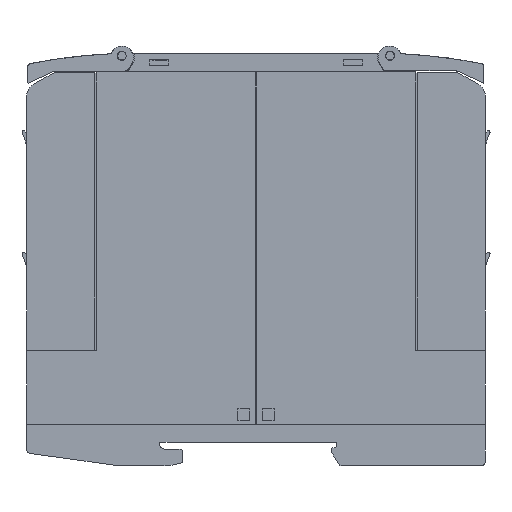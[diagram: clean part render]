
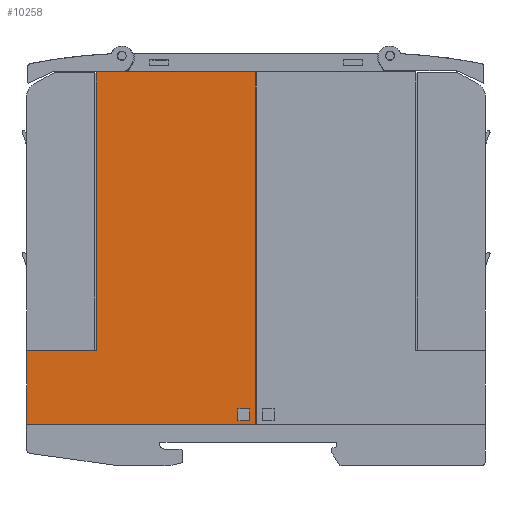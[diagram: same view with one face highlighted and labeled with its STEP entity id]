
A CAD part, left-side view. The second image highlights one B-rep face of the part: STEP entity #10258.
In plain terms, the highlighted planar face has unit normal (-1, 0, 0).
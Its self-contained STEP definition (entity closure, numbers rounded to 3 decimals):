
#10258=ADVANCED_FACE('',(#26938,#26939),#26940,.T.);
#13842=VERTEX_POINT('',#30566);
#13848=VERTEX_POINT('',#30572);
#13850=EDGE_CURVE('',#13848,#13842,#30574,.T.);
#22344=VERTEX_POINT('',#39068);
#22348=VERTEX_POINT('',#39072);
#22350=EDGE_CURVE('',#22348,#22344,#39074,.T.);
#22554=VERTEX_POINT('',#39278);
#22558=VERTEX_POINT('',#39282);
#22560=EDGE_CURVE('',#22558,#22554,#39284,.T.);
#22572=VERTEX_POINT('',#39296);
#22576=EDGE_CURVE('',#22554,#22572,#39300,.T.);
#22592=VERTEX_POINT('',#39316);
#22594=EDGE_CURVE('',#22592,#22348,#39318,.T.);
#22606=VERTEX_POINT('',#39330);
#22608=EDGE_CURVE('',#22606,#22558,#39332,.T.);
#22614=EDGE_CURVE('',#22572,#22606,#39338,.T.);
#22620=VERTEX_POINT('',#39344);
#22622=EDGE_CURVE('',#22620,#13848,#39346,.T.);
#22628=EDGE_CURVE('',#22592,#13842,#39352,.T.);
#22632=EDGE_CURVE('',#22344,#22620,#39356,.T.);
#26938=FACE_OUTER_BOUND('',#43652,.T.);
#26939=FACE_BOUND('',#43653,.T.);
#26940=PLANE('',#43654);
#30566=CARTESIAN_POINT('',(0.05,100.93,25.101));
#30572=CARTESIAN_POINT('',(0.05,85.83,25.101));
#30574=LINE('',#49381,#49382);
#39068=CARTESIAN_POINT('',(0.05,51.03,85.801));
#39072=CARTESIAN_POINT('',(0.05,51.03,9.001));
#39074=LINE('',#62858,#62859);
#39278=CARTESIAN_POINT('',(0.05,54.93,9.801));
#39282=CARTESIAN_POINT('',(0.05,52.33,9.801));
#39284=LINE('',#63192,#63193);
#39296=CARTESIAN_POINT('',(0.05,54.93,12.401));
#39300=LINE('',#63220,#63221);
#39316=CARTESIAN_POINT('',(0.05,100.93,9.001));
#39318=LINE('',#63248,#63249);
#39330=CARTESIAN_POINT('',(0.05,52.33,12.401));
#39332=LINE('',#63270,#63271);
#39338=LINE('',#63282,#63283);
#39344=CARTESIAN_POINT('',(0.05,85.83,85.801));
#39346=LINE('',#63294,#63295);
#39352=LINE('',#63306,#63307);
#39356=LINE('',#63314,#63315);
#43652=EDGE_LOOP('',(#76311,#76312,#76313,#76314,#76315,#76316));
#43653=EDGE_LOOP('',(#76317,#76318,#76319,#76320));
#43654=AXIS2_PLACEMENT_3D('',#76321,#76322,#76323);
#49381=CARTESIAN_POINT('',(0.05,72.23,25.101));
#49382=VECTOR('',#77939,1.0);
#62858=CARTESIAN_POINT('',(0.05,51.03,9.001));
#62859=VECTOR('',#81242,1.0);
#63192=CARTESIAN_POINT('',(0.05,52.33,9.801));
#63193=VECTOR('',#81304,1.0);
#63220=CARTESIAN_POINT('',(0.05,54.93,10.051));
#63221=VECTOR('',#81310,1.0);
#63248=CARTESIAN_POINT('',(0.05,100.93,9.001));
#63249=VECTOR('',#81315,1.0);
#63270=CARTESIAN_POINT('',(0.05,52.33,10.051));
#63271=VECTOR('',#81319,1.0);
#63282=CARTESIAN_POINT('',(0.05,52.33,12.401));
#63283=VECTOR('',#81322,1.0);
#63294=CARTESIAN_POINT('',(0.05,85.83,32.226));
#63295=VECTOR('',#81324,1.0);
#63306=CARTESIAN_POINT('',(0.05,100.93,9.001));
#63307=VECTOR('',#81327,1.0);
#63314=CARTESIAN_POINT('',(0.05,100.93,85.801));
#63315=VECTOR('',#81329,1.0);
#76311=ORIENTED_EDGE('',*,*,#13850,.T.);
#76312=ORIENTED_EDGE('',*,*,#22628,.F.);
#76313=ORIENTED_EDGE('',*,*,#22594,.T.);
#76314=ORIENTED_EDGE('',*,*,#22350,.T.);
#76315=ORIENTED_EDGE('',*,*,#22632,.T.);
#76316=ORIENTED_EDGE('',*,*,#22622,.T.);
#76317=ORIENTED_EDGE('',*,*,#22608,.T.);
#76318=ORIENTED_EDGE('',*,*,#22560,.T.);
#76319=ORIENTED_EDGE('',*,*,#22576,.T.);
#76320=ORIENTED_EDGE('',*,*,#22614,.T.);
#76321=CARTESIAN_POINT('',(0.05,51.03,9.001));
#76322=DIRECTION('',(-1.0,0.0,0.0));
#76323=DIRECTION('',(0.0,1.0,0.0));
#77939=DIRECTION('',(0.0,1.0,0.0));
#81242=DIRECTION('',(0.0,0.0,1.0));
#81304=DIRECTION('',(0.0,1.0,0.0));
#81310=DIRECTION('',(0.0,0.0,1.0));
#81315=DIRECTION('',(0.0,-1.0,0.0));
#81319=DIRECTION('',(0.0,0.0,-1.0));
#81322=DIRECTION('',(0.0,-1.0,0.0));
#81324=DIRECTION('',(0.0,0.0,-1.0));
#81327=DIRECTION('',(0.0,0.0,1.0));
#81329=DIRECTION('',(0.0,1.0,0.0));
